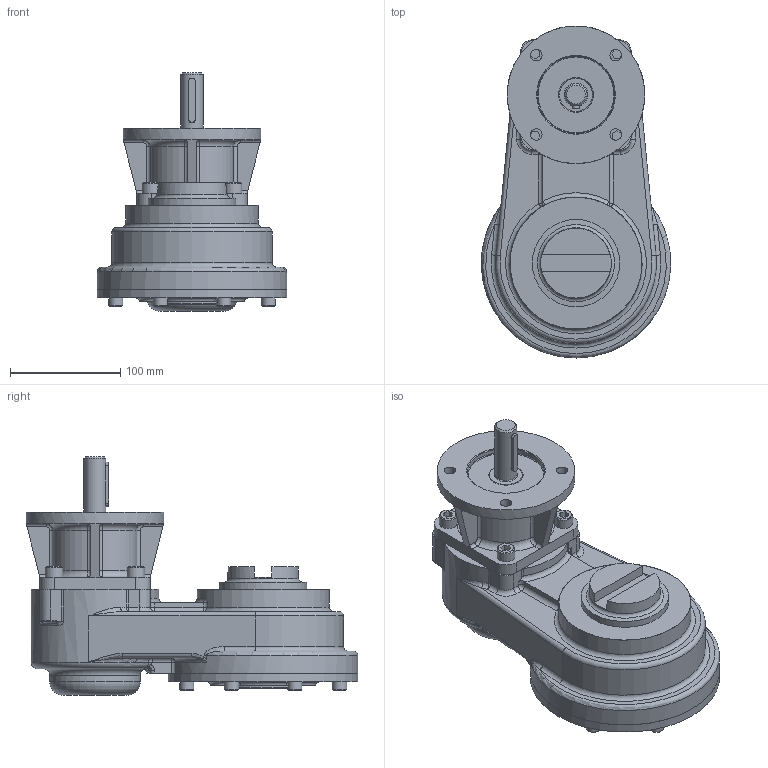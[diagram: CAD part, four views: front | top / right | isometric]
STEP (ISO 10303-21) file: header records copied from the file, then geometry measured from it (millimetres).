
FILE_DESCRIPTION( ( 'Unknown' ), '1' );
FILE_NAME( 'PUBIS2-F10-F10_simplified.stp', 'Unknown', ( 'Unknown' ), ( 'Unknown' ), 'PSStep 15.0.49', 'Unknown', ' ' );
FILE_SCHEMA( ( 'AUTOMOTIVE_DESIGN { 1 0 10303 214 1 1 1 1 }' ) );
Length unit declared in the file: millimetre
Products named in the file (22): 1; 2; 3; 4; 5; 6; 7; 8; 9; 10; 11; 12; 13; 14; 15; 16; 17; 18; 19; 20; 21; 22
Bounding box: 172 x 301.2 x 216.5 mm (x, y, z)
Surface area: 227288 mm2 (no closed solid volume)
Topology: 0 solids, 419 shells, 419 faces, 1974 edges, 1892 vertices
Faces by surface type: plane 165, cylinder 109, torus 54, bspline 54, cone 26, sphere 11
Full cylindrical faces by diameter (mm): 8.376 x4, 10.5 x4, 13 x8, 16 x4, 20 x1, 30 x1, 55.05 x1, 69.925 x1, 70.05 x1, 79.375 x1, 82 x1, 84.95 x1, 120 x1, 125 x1, 172 x1
Entity records: 34869 total; most frequent: CARTESIAN_POINT 17192, DIRECTION 2929, VERTEX_POINT 1866, ORIENTED_EDGE 1862, EDGE_CURVE 1862, AXIS2_PLACEMENT_3D 1071, LINE 787, VECTOR 787
